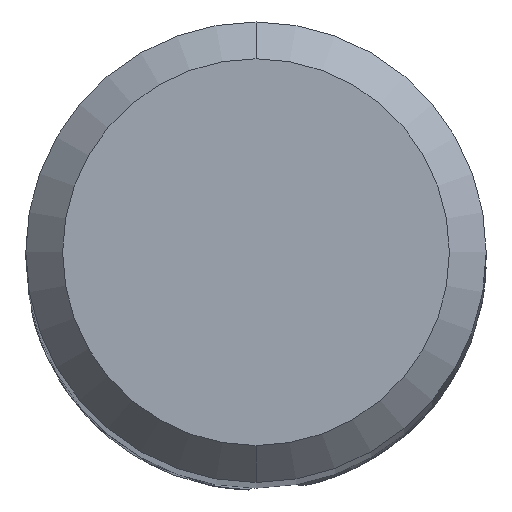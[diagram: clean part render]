
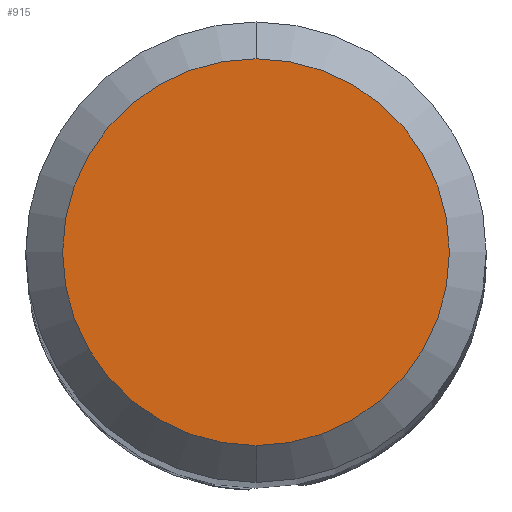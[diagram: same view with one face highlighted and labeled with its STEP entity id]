
A CAD part, top view. The second image highlights one B-rep face of the part: STEP entity #915.
In plain terms, the highlighted planar face has unit normal (0, 0, 1).
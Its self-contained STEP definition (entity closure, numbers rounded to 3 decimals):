
#815=EDGE_CURVE('',#1183,#1453,#2279,.T.);
#915=ADVANCED_FACE('',(#2381),#2382,.T.);
#1183=VERTEX_POINT('',#2673);
#1453=VERTEX_POINT('',#2964);
#1949=EDGE_CURVE('',#1453,#1183,#3509,.T.);
#2279=CIRCLE('',#3974,2.1);
#2381=FACE_OUTER_BOUND('',#4447,.T.);
#2382=PLANE('',#4448);
#2673=CARTESIAN_POINT('',(0.0,2.1,0.0));
#2964=CARTESIAN_POINT('',(0.,-2.1,0.0));
#3509=CIRCLE('',#10667,2.1);
#3974=AXIS2_PLACEMENT_3D('',#12493,#12494,#12495);
#4447=EDGE_LOOP('',(#12536,#12537));
#4448=AXIS2_PLACEMENT_3D('',#12538,#12539,#12540);
#10667=AXIS2_PLACEMENT_3D('',#13728,#13729,#13730);
#12493=CARTESIAN_POINT('',(0.0,0.0,0.0));
#12494=DIRECTION('',(0.0,0.0,-1.0));
#12495=DIRECTION('',(0.0,1.0,0.0));
#12536=ORIENTED_EDGE('',*,*,#815,.F.);
#12537=ORIENTED_EDGE('',*,*,#1949,.F.);
#12538=CARTESIAN_POINT('',(0.0,1.05,0.0));
#12539=DIRECTION('',(-0.0,0.0,1.0));
#12540=DIRECTION('',(0.0,-1.0,0.0));
#13728=CARTESIAN_POINT('',(0.0,0.0,0.0));
#13729=DIRECTION('',(0.0,0.0,-1.0));
#13730=DIRECTION('',(0.0,1.0,0.0));
